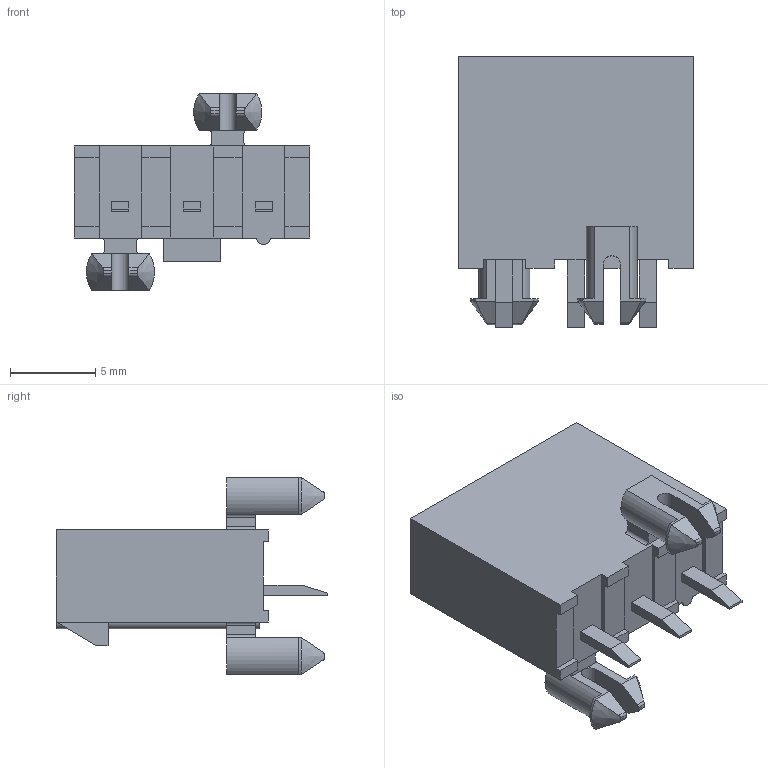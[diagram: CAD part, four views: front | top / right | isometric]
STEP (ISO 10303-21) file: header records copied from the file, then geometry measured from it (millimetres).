
FILE_DESCRIPTION (( 'STEP AP214' ), '1' );
FILE_NAME ('Molex Mini-Fit Jr. 3-pin Vertical PCB Header.STEP', '2015-05-12T21:55:03', ( '' ), ( '' ), 'SwSTEP 2.0', 'SolidWorks 2014', '' );
FILE_SCHEMA (( 'AUTOMOTIVE_DESIGN' ));
Length unit declared in the file: inch
Products named in the file (1): Molex Mini-Fit Jr. 3-pin Vertical PCB Header
Bounding box: 13.8 x 15.95 x 11.56 mm (x, y, z)
Volume: 631.6 mm3; surface area: 1302.3 mm2
Topology: 1 solids, 1 shells, 168 faces, 453 edges, 298 vertices
Faces by surface type: plane 136, cylinder 28, cone 4
Entity records: 5700 total; most frequent: CARTESIAN_POINT 984, ORIENTED_EDGE 906, DIRECTION 833, EDGE_CURVE 453, LINE 379, VECTOR 379, VERTEX_POINT 298, AXIS2_PLACEMENT_3D 227
